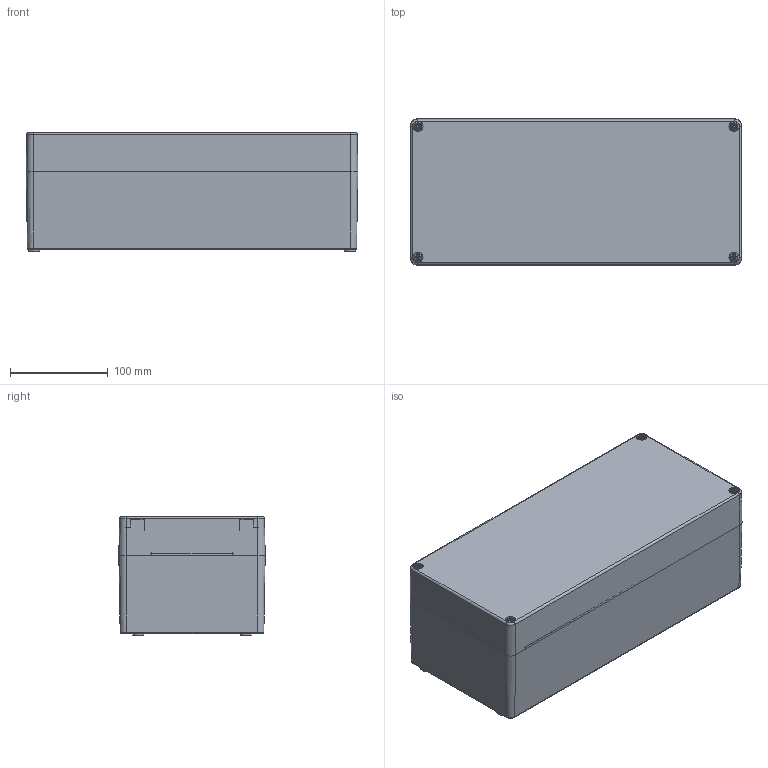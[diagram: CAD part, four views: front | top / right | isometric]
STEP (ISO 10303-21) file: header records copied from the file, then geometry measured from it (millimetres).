
FILE_DESCRIPTION((''),'2;1');
FILE_NAME('0302108600-MBM_341512-K_VE.stp','2015-12-22T15:16:38',('robin.rentz'),(''),'Autodesk Inventor 2012','Autodesk Inventor 2012','');
FILE_SCHEMA(('AUTOMOTIVE_DESIGN { 1 2 10303 214 0 1 1 1 }'));
Length unit declared in the file: millimetre
Products named in the file (6): 0302108600-MBM_341512-K_VE; 0301108502-UT_341580_VE; 0302108601-OT_341540-K_VE; xxx-O-Ring--OT--MBM-MBT_341540; 1990000009 M6 Gewindebuchse; Schraube BM 6x45
Assembly tree (11 placements, depth 2):
  0302108600-MBM_341512-K_VE
    0301108502-UT_341580_VE
    0302108601-OT_341540-K_VE
    xxx-O-Ring--OT--MBM-MBT_341540
    1990000009 M6 Gewindebuchse  x4
    Schraube BM 6x45  x4
Bounding box: 340 x 150 x 122 mm (x, y, z)
Volume: 910570.4 mm3; surface area: 478335.5 mm2
Topology: 11 solids, 11 shells, 1234 faces, 2952 edges, 1794 vertices
Faces by surface type: plane 416, cylinder 372, cone 312, torus 130, sphere 4
Full cylindrical faces by diameter (mm): 4.917 x4, 5 x4, 5.85 x4, 6 x4, 7 x4, 7.5 x4, 7.7 x4, 7.8 x4, 9 x4, 10 x8, 10.5 x4, 11.5 x4
Entity records: 22170 total; most frequent: CARTESIAN_POINT 4163, DIRECTION 4052, ORIENTED_EDGE 3490, EDGE_CURVE 1745, AXIS2_PLACEMENT_3D 1650, VERTEX_POINT 1117, EDGE_LOOP 910, CIRCLE 865
